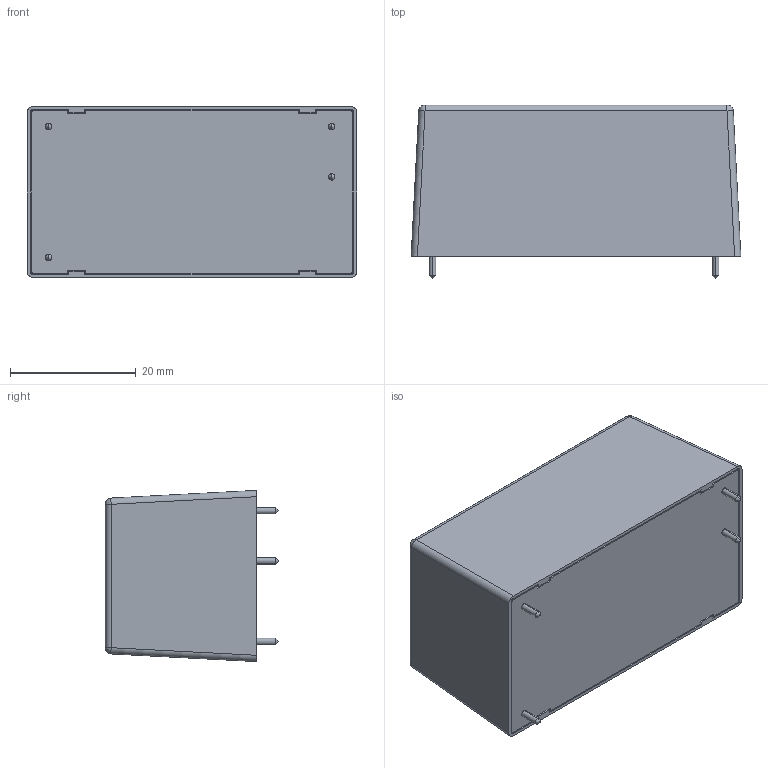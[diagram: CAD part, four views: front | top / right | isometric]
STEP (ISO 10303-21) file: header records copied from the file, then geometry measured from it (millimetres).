
FILE_DESCRIPTION (( 'STEP AP214' ), '1' );
FILE_NAME ('IRM-15-5.STEP', '2019-04-10T11:25:55', ( '' ), ( '' ), 'SwSTEP 2.0', 'SolidWorks 2017', '' );
FILE_SCHEMA (( 'AUTOMOTIVE_DESIGN' ));
Length unit declared in the file: millimetre
Products named in the file (1): IRM-15-5
Bounding box: 52.4 x 27.6 x 27.2 mm (x, y, z)
Volume: 31785.8 mm3; surface area: 9246.7 mm2
Topology: 6 solids, 6 shells, 93 faces, 224 edges, 140 vertices
Faces by surface type: plane 57, cylinder 16, bspline 8, cone 8, sphere 4
Entity records: 3051 total; most frequent: CARTESIAN_POINT 666, ORIENTED_EDGE 440, DIRECTION 408, EDGE_CURVE 220, LINE 164, VECTOR 164, VERTEX_POINT 140, AXIS2_PLACEMENT_3D 122
